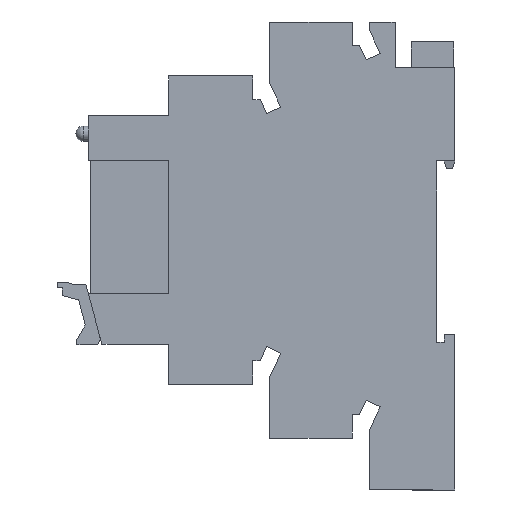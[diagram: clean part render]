
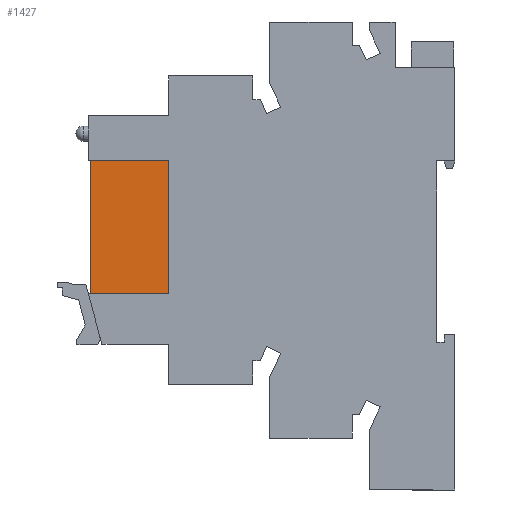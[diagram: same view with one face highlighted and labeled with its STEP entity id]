
A CAD part, left-side view. The second image highlights one B-rep face of the part: STEP entity #1427.
In plain terms, the highlighted planar face has unit normal (-1, 0, 0).
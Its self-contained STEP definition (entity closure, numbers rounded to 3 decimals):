
#314 = EDGE_CURVE ( 'NONE', #3252, #3531, #5092, .T. ) ;
#328 = PLANE ( 'NONE',  #2870 ) ;
#629 = EDGE_LOOP ( 'NONE', ( #4202, #1651, #4396, #4975 ) ) ;
#666 = CARTESIAN_POINT ( 'NONE',  ( 0., 15., -28. ) ) ;
#1135 = VECTOR ( 'NONE', #1775, 1000. ) ;
#1427 = ADVANCED_FACE ( 'NONE', ( #2633 ), #328, .T. ) ;
#1651 = ORIENTED_EDGE ( 'NONE', *, *, #4182, .F. ) ;
#1775 = DIRECTION ( 'NONE',  ( 0., 0., -1. ) ) ;
#1854 = EDGE_CURVE ( 'NONE', #3531, #2772, #3866, .T. ) ;
#2438 = VECTOR ( 'NONE', #3504, 1000. ) ;
#2449 = VERTEX_POINT ( 'NONE', #666 ) ;
#2482 = DIRECTION ( 'NONE',  ( 0., 0., 1. ) ) ;
#2502 = CARTESIAN_POINT ( 'NONE',  ( 0., 15., 0. ) ) ;
#2621 = EDGE_CURVE ( 'NONE', #2772, #2449, #5657, .T. ) ;
#2633 = FACE_OUTER_BOUND ( 'NONE', #629, .T. ) ;
#2649 = VECTOR ( 'NONE', #2482, 1000. ) ;
#2651 = CARTESIAN_POINT ( 'NONE',  ( 0., 0., -28. ) ) ;
#2772 = VERTEX_POINT ( 'NONE', #3666 ) ;
#2870 = AXIS2_PLACEMENT_3D ( 'NONE', #5290, #5351, #2998 ) ;
#2998 = DIRECTION ( 'NONE',  ( 0., 0., 1. ) ) ;
#3252 = VERTEX_POINT ( 'NONE', #5721 ) ;
#3344 = CARTESIAN_POINT ( 'NONE',  ( 0., 0., 0. ) ) ;
#3504 = DIRECTION ( 'NONE',  ( 0., -1., 0. ) ) ;
#3531 = VERTEX_POINT ( 'NONE', #3615 ) ;
#3598 = CARTESIAN_POINT ( 'NONE',  ( 0., 0., 0. ) ) ;
#3609 = DIRECTION ( 'NONE',  ( 0., 1., 0. ) ) ;
#3615 = CARTESIAN_POINT ( 'NONE',  ( 0., 0., 0. ) ) ;
#3666 = CARTESIAN_POINT ( 'NONE',  ( 0., 0., -28. ) ) ;
#3866 = LINE ( 'NONE', #3598, #1135 ) ;
#4182 = EDGE_CURVE ( 'NONE', #2449, #3252, #5448, .T. ) ;
#4202 = ORIENTED_EDGE ( 'NONE', *, *, #314, .F. ) ;
#4377 = VECTOR ( 'NONE', #3609, 1000. ) ;
#4396 = ORIENTED_EDGE ( 'NONE', *, *, #2621, .F. ) ;
#4975 = ORIENTED_EDGE ( 'NONE', *, *, #1854, .F. ) ;
#5092 = LINE ( 'NONE', #3344, #2438 ) ;
#5290 = CARTESIAN_POINT ( 'NONE',  ( 0., 0., 0. ) ) ;
#5351 = DIRECTION ( 'NONE',  ( -1., 0., 0. ) ) ;
#5448 = LINE ( 'NONE', #2502, #2649 ) ;
#5657 = LINE ( 'NONE', #2651, #4377 ) ;
#5721 = CARTESIAN_POINT ( 'NONE',  ( 0., 15., 0. ) ) ;
